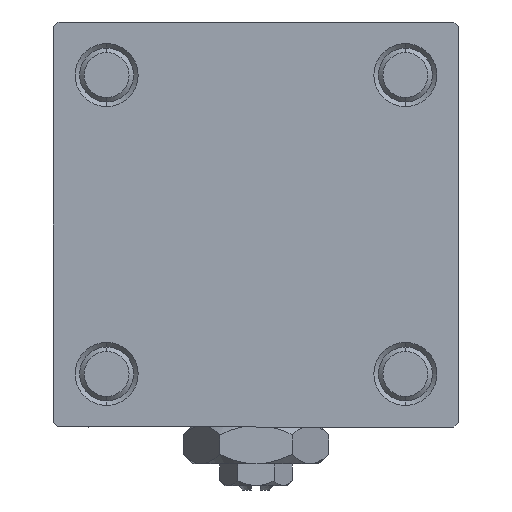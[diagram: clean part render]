
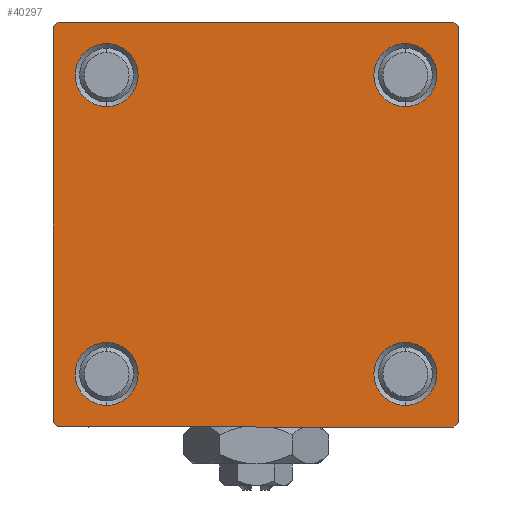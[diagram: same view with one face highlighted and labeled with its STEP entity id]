
A CAD part, left-side view. The second image highlights one B-rep face of the part: STEP entity #40297.
In plain terms, the highlighted planar face has unit normal (-1, 0, 0).
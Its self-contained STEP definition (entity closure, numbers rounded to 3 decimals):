
#109 = DIRECTION ( 'NONE',  ( 0., 0., 1. ) ) ;
#409 = CARTESIAN_POINT ( 'NONE',  ( 0., -22., -22.5 ) ) ;
#525 = DIRECTION ( 'NONE',  ( 0., 0., 1. ) ) ;
#1027 = CIRCLE ( 'NONE', #28696, 3.5 ) ;
#1267 = CARTESIAN_POINT ( 'NONE',  ( 0., 22.5, 22.5 ) ) ;
#1531 = CARTESIAN_POINT ( 'NONE',  ( 0., -22.25, 22.25 ) ) ;
#1810 = ORIENTED_EDGE ( 'NONE', *, *, #50270, .T. ) ;
#1935 = VERTEX_POINT ( 'NONE', #11701 ) ;
#2008 = CIRCLE ( 'NONE', #39718, 3.5 ) ;
#2266 = PLANE ( 'NONE',  #13509 ) ;
#2386 = EDGE_CURVE ( 'NONE', #42823, #27686, #8138, .T. ) ;
#2875 = CARTESIAN_POINT ( 'NONE',  ( 0., 22., 22.5 ) ) ;
#3106 = ORIENTED_EDGE ( 'NONE', *, *, #14615, .T. ) ;
#3116 = DIRECTION ( 'NONE',  ( 1., 0., 0. ) ) ;
#3534 = CARTESIAN_POINT ( 'NONE',  ( 0., -16.6, -16.6 ) ) ;
#3954 = CARTESIAN_POINT ( 'NONE',  ( 0., -16.6, 16.6 ) ) ;
#4092 = CARTESIAN_POINT ( 'NONE',  ( 0., 16.6, 13.1 ) ) ;
#4327 = DIRECTION ( 'NONE',  ( -1., 0., 0. ) ) ;
#4514 = VECTOR ( 'NONE', #34049, 1000. ) ;
#4849 = LINE ( 'NONE', #5115, #19708 ) ;
#5115 = CARTESIAN_POINT ( 'NONE',  ( 0., -22.25, -22.25 ) ) ;
#5344 = CARTESIAN_POINT ( 'NONE',  ( 0., -22., 22.5 ) ) ;
#5947 = FACE_BOUND ( 'NONE', #16986, .T. ) ;
#6621 = AXIS2_PLACEMENT_3D ( 'NONE', #43271, #3116, #35926 ) ;
#8138 = LINE ( 'NONE', #51715, #36430 ) ;
#9447 = CARTESIAN_POINT ( 'NONE',  ( 0., 22.5, -22.5 ) ) ;
#9838 = AXIS2_PLACEMENT_3D ( 'NONE', #24112, #16722, #24621 ) ;
#9909 = VERTEX_POINT ( 'NONE', #36426 ) ;
#9995 = VECTOR ( 'NONE', #50079, 1000. ) ;
#10664 = CIRCLE ( 'NONE', #9838, 3.5 ) ;
#10894 = CARTESIAN_POINT ( 'NONE',  ( 0., 16.6, 20.1 ) ) ;
#11399 = ORIENTED_EDGE ( 'NONE', *, *, #18166, .T. ) ;
#11701 = CARTESIAN_POINT ( 'NONE',  ( 0., 22.5, -22. ) ) ;
#11776 = CARTESIAN_POINT ( 'NONE',  ( 0., 22.5, 22. ) ) ;
#11988 = CARTESIAN_POINT ( 'NONE',  ( 0., -16.6, -20.1 ) ) ;
#12634 = CIRCLE ( 'NONE', #33583, 3.5 ) ;
#13509 = AXIS2_PLACEMENT_3D ( 'NONE', #23784, #4327, #43445 ) ;
#13962 = EDGE_LOOP ( 'NONE', ( #31484, #11399 ) ) ;
#14225 = ORIENTED_EDGE ( 'NONE', *, *, #27737, .T. ) ;
#14505 = VERTEX_POINT ( 'NONE', #29252 ) ;
#14615 = EDGE_CURVE ( 'NONE', #16781, #20923, #4849, .T. ) ;
#15742 = EDGE_CURVE ( 'NONE', #14505, #20923, #41585, .T. ) ;
#16722 = DIRECTION ( 'NONE',  ( 1., 0., 0. ) ) ;
#16781 = VERTEX_POINT ( 'NONE', #409 ) ;
#16986 = EDGE_LOOP ( 'NONE', ( #37659, #21214 ) ) ;
#17816 = CARTESIAN_POINT ( 'NONE',  ( 0., -16.6, -16.6 ) ) ;
#18166 = EDGE_CURVE ( 'NONE', #22425, #42884, #27401, .T. ) ;
#18357 = CARTESIAN_POINT ( 'NONE',  ( 0., 16.6, 16.6 ) ) ;
#18911 = VECTOR ( 'NONE', #37140, 1000. ) ;
#19064 = EDGE_CURVE ( 'NONE', #23991, #29771, #10664, .T. ) ;
#19708 = VECTOR ( 'NONE', #21126, 1000. ) ;
#20121 = EDGE_CURVE ( 'NONE', #29771, #23991, #20742, .T. ) ;
#20218 = DIRECTION ( 'NONE',  ( 1., 0., 0. ) ) ;
#20701 = VERTEX_POINT ( 'NONE', #4092 ) ;
#20742 = CIRCLE ( 'NONE', #33290, 3.5 ) ;
#20923 = VERTEX_POINT ( 'NONE', #32131 ) ;
#21126 = DIRECTION ( 'NONE',  ( 0., -0.707, 0.707 ) ) ;
#21214 = ORIENTED_EDGE ( 'NONE', *, *, #50828, .T. ) ;
#21868 = CIRCLE ( 'NONE', #32759, 3.5 ) ;
#22425 = VERTEX_POINT ( 'NONE', #11988 ) ;
#22753 = FACE_BOUND ( 'NONE', #13962, .T. ) ;
#23554 = DIRECTION ( 'NONE',  ( 0., 0., 1. ) ) ;
#23707 = DIRECTION ( 'NONE',  ( 1., 0., 0. ) ) ;
#23784 = CARTESIAN_POINT ( 'NONE',  ( 0., 0., 0. ) ) ;
#23959 = CARTESIAN_POINT ( 'NONE',  ( 0., -16.6, 16.6 ) ) ;
#23991 = VERTEX_POINT ( 'NONE', #46703 ) ;
#24112 = CARTESIAN_POINT ( 'NONE',  ( 0., 16.6, -16.6 ) ) ;
#24621 = DIRECTION ( 'NONE',  ( 0., 0., 1. ) ) ;
#24874 = VERTEX_POINT ( 'NONE', #10894 ) ;
#25469 = DIRECTION ( 'NONE',  ( 0., -1., 0. ) ) ;
#25634 = VERTEX_POINT ( 'NONE', #36858 ) ;
#27401 = CIRCLE ( 'NONE', #40784, 3.5 ) ;
#27686 = VERTEX_POINT ( 'NONE', #11776 ) ;
#27719 = LINE ( 'NONE', #47894, #31015 ) ;
#27737 = EDGE_CURVE ( 'NONE', #24874, #20701, #44443, .T. ) ;
#28061 = CARTESIAN_POINT ( 'NONE',  ( 0., -16.6, -13.1 ) ) ;
#28696 = AXIS2_PLACEMENT_3D ( 'NONE', #23959, #23707, #40459 ) ;
#29059 = LINE ( 'NONE', #37712, #4514 ) ;
#29252 = CARTESIAN_POINT ( 'NONE',  ( 0., -22.5, 22. ) ) ;
#29383 = DIRECTION ( 'NONE',  ( 0., 0., 1. ) ) ;
#29409 = LINE ( 'NONE', #9447, #36789 ) ;
#29464 = ORIENTED_EDGE ( 'NONE', *, *, #29580, .T. ) ;
#29501 = CARTESIAN_POINT ( 'NONE',  ( 0., 16.6, -13.1 ) ) ;
#29580 = EDGE_CURVE ( 'NONE', #1935, #29924, #27719, .T. ) ;
#29771 = VERTEX_POINT ( 'NONE', #29501 ) ;
#29924 = VERTEX_POINT ( 'NONE', #38687 ) ;
#31015 = VECTOR ( 'NONE', #31906, 1000. ) ;
#31293 = ORIENTED_EDGE ( 'NONE', *, *, #15742, .F. ) ;
#31484 = ORIENTED_EDGE ( 'NONE', *, *, #31881, .T. ) ;
#31596 = EDGE_CURVE ( 'NONE', #20701, #24874, #12634, .T. ) ;
#31881 = EDGE_CURVE ( 'NONE', #42884, #22425, #21868, .T. ) ;
#31906 = DIRECTION ( 'NONE',  ( 0., -0.707, -0.707 ) ) ;
#32131 = CARTESIAN_POINT ( 'NONE',  ( 0., -22.5, -22. ) ) ;
#32402 = ORIENTED_EDGE ( 'NONE', *, *, #34711, .T. ) ;
#32759 = AXIS2_PLACEMENT_3D ( 'NONE', #3534, #43937, #109 ) ;
#33290 = AXIS2_PLACEMENT_3D ( 'NONE', #38768, #42951, #23554 ) ;
#33337 = EDGE_CURVE ( 'NONE', #42823, #48840, #48502, .T. ) ;
#33583 = AXIS2_PLACEMENT_3D ( 'NONE', #18357, #34387, #41458 ) ;
#34049 = DIRECTION ( 'NONE',  ( 0., 0., -1. ) ) ;
#34178 = EDGE_LOOP ( 'NONE', ( #1810, #29464, #32402, #3106, #31293, #44721, #48656, #45450 ) ) ;
#34387 = DIRECTION ( 'NONE',  ( 1., 0., 0. ) ) ;
#34711 = EDGE_CURVE ( 'NONE', #29924, #16781, #29409, .T. ) ;
#35926 = DIRECTION ( 'NONE',  ( 0., 0., 1. ) ) ;
#36209 = DIRECTION ( 'NONE',  ( 0., -1., 0. ) ) ;
#36426 = CARTESIAN_POINT ( 'NONE',  ( 0., -16.6, 20.1 ) ) ;
#36430 = VECTOR ( 'NONE', #43585, 1000. ) ;
#36450 = EDGE_CURVE ( 'NONE', #14505, #48840, #41170, .T. ) ;
#36789 = VECTOR ( 'NONE', #25469, 1000. ) ;
#36858 = CARTESIAN_POINT ( 'NONE',  ( 0., -16.6, 13.1 ) ) ;
#37140 = DIRECTION ( 'NONE',  ( 0., 0., -1. ) ) ;
#37659 = ORIENTED_EDGE ( 'NONE', *, *, #47131, .T. ) ;
#37712 = CARTESIAN_POINT ( 'NONE',  ( 0., 22.5, 22.5 ) ) ;
#37971 = FACE_BOUND ( 'NONE', #48489, .T. ) ;
#38238 = FACE_BOUND ( 'NONE', #46179, .T. ) ;
#38309 = DIRECTION ( 'NONE',  ( 1., 0., 0. ) ) ;
#38687 = CARTESIAN_POINT ( 'NONE',  ( 0., 22., -22.5 ) ) ;
#38746 = FACE_OUTER_BOUND ( 'NONE', #34178, .T. ) ;
#38768 = CARTESIAN_POINT ( 'NONE',  ( 0., 16.6, -16.6 ) ) ;
#39718 = AXIS2_PLACEMENT_3D ( 'NONE', #3954, #20218, #525 ) ;
#40297 = ADVANCED_FACE ( 'NONE', ( #5947, #22753, #38238, #37971, #38746 ), #2266, .T. ) ;
#40459 = DIRECTION ( 'NONE',  ( 0., 0., 1. ) ) ;
#40598 = ORIENTED_EDGE ( 'NONE', *, *, #20121, .T. ) ;
#40784 = AXIS2_PLACEMENT_3D ( 'NONE', #17816, #38309, #29383 ) ;
#41170 = LINE ( 'NONE', #1531, #9995 ) ;
#41458 = DIRECTION ( 'NONE',  ( 0., 0., 1. ) ) ;
#41585 = LINE ( 'NONE', #48936, #18911 ) ;
#42823 = VERTEX_POINT ( 'NONE', #2875 ) ;
#42884 = VERTEX_POINT ( 'NONE', #28061 ) ;
#42951 = DIRECTION ( 'NONE',  ( 1., 0., 0. ) ) ;
#43271 = CARTESIAN_POINT ( 'NONE',  ( 0., 16.6, 16.6 ) ) ;
#43445 = DIRECTION ( 'NONE',  ( 0., 0., 1. ) ) ;
#43585 = DIRECTION ( 'NONE',  ( 0., 0.707, -0.707 ) ) ;
#43700 = VECTOR ( 'NONE', #36209, 1000. ) ;
#43937 = DIRECTION ( 'NONE',  ( 1., 0., 0. ) ) ;
#44443 = CIRCLE ( 'NONE', #6621, 3.5 ) ;
#44721 = ORIENTED_EDGE ( 'NONE', *, *, #36450, .T. ) ;
#45450 = ORIENTED_EDGE ( 'NONE', *, *, #2386, .T. ) ;
#46179 = EDGE_LOOP ( 'NONE', ( #40598, #51189 ) ) ;
#46703 = CARTESIAN_POINT ( 'NONE',  ( 0., 16.6, -20.1 ) ) ;
#47131 = EDGE_CURVE ( 'NONE', #9909, #25634, #1027, .T. ) ;
#47894 = CARTESIAN_POINT ( 'NONE',  ( 0., 22.25, -22.25 ) ) ;
#48489 = EDGE_LOOP ( 'NONE', ( #14225, #49408 ) ) ;
#48502 = LINE ( 'NONE', #1267, #43700 ) ;
#48656 = ORIENTED_EDGE ( 'NONE', *, *, #33337, .F. ) ;
#48840 = VERTEX_POINT ( 'NONE', #5344 ) ;
#48936 = CARTESIAN_POINT ( 'NONE',  ( 0., -22.5, 22.5 ) ) ;
#49408 = ORIENTED_EDGE ( 'NONE', *, *, #31596, .T. ) ;
#50079 = DIRECTION ( 'NONE',  ( 0., 0.707, 0.707 ) ) ;
#50270 = EDGE_CURVE ( 'NONE', #27686, #1935, #29059, .T. ) ;
#50828 = EDGE_CURVE ( 'NONE', #25634, #9909, #2008, .T. ) ;
#51189 = ORIENTED_EDGE ( 'NONE', *, *, #19064, .T. ) ;
#51715 = CARTESIAN_POINT ( 'NONE',  ( 0., 22.25, 22.25 ) ) ;
